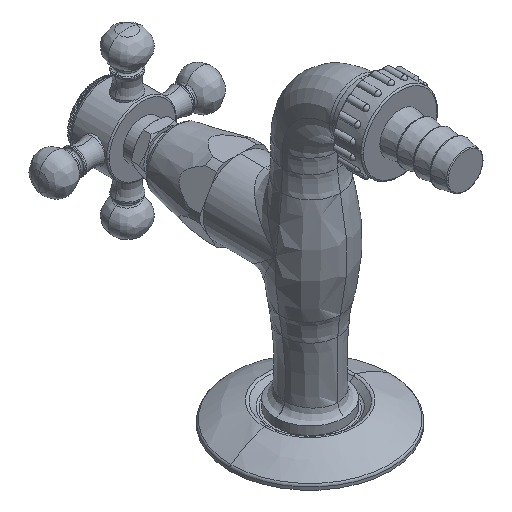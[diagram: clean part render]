
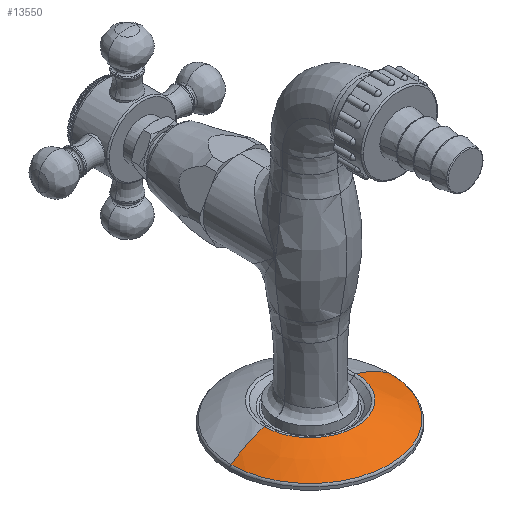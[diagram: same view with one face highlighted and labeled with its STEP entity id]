
A CAD part, isometric view. The second image highlights one B-rep face of the part: STEP entity #13550.
In plain terms, the highlighted free-form (B-spline) face has degree [3, 3] with [7, 4] control points.
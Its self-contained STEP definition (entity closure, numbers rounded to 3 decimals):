
#918=CARTESIAN_POINT('',(0.,0.,-51.163));
#919=DIRECTION('',(0.,0.,1.));
#920=DIRECTION('',(-1.,0.,0.));
#921=AXIS2_PLACEMENT_3D('',#918,#919,#920);
#923=CARTESIAN_POINT('',(5.343,0.,-89.554));
#924=DIRECTION('',(0.,-1.,0.));
#925=DIRECTION('',(0.581,0.,0.814));
#926=AXIS2_PLACEMENT_3D('',#923,#924,#925);
#928=CARTESIAN_POINT('',(0.,0.,-56.997));
#929=DIRECTION('',(0.,0.,1.));
#930=DIRECTION('',(-1.,0.,0.));
#931=AXIS2_PLACEMENT_3D('',#928,#929,#930);
#933=CARTESIAN_POINT('',(-5.343,0.,-89.554));
#934=DIRECTION('',(0.,1.,0.));
#935=DIRECTION('',(-0.581,0.,0.814));
#936=AXIS2_PLACEMENT_3D('',#933,#934,#935);
#10700=CARTESIAN_POINT('',(-28.581,0.,-56.997));
#10701=CARTESIAN_POINT('',(28.581,0.,-56.997));
#10702=VERTEX_POINT('',#10700);
#10703=VERTEX_POINT('',#10701);
#10720=CARTESIAN_POINT('',(16.572,0.,-51.163));
#10721=CARTESIAN_POINT('',(-16.572,0.,-51.163));
#10722=VERTEX_POINT('',#10720);
#10723=VERTEX_POINT('',#10721);
#13514=CARTESIAN_POINT('',(16.282,1.024,
-51.088));
#13515=CARTESIAN_POINT('',(20.768,1.307,
-52.37));
#13516=CARTESIAN_POINT('',(24.964,1.571,
-54.413));
#13517=CARTESIAN_POINT('',(28.742,1.808,
-57.153));
#13518=CARTESIAN_POINT('',(16.913,-8.996,
-51.088));
#13519=CARTESIAN_POINT('',(21.572,-11.474,
-52.37));
#13520=CARTESIAN_POINT('',(25.93,-13.792,
-54.413));
#13521=CARTESIAN_POINT('',(29.855,-15.879,
-57.153));
#13522=CARTESIAN_POINT('',(10.04,-16.315,
-51.088));
#13523=CARTESIAN_POINT('',(12.806,-20.809,
-52.37));
#13524=CARTESIAN_POINT('',(15.393,-25.013,
-54.413));
#13525=CARTESIAN_POINT('',(17.723,-28.799,
-57.153));
#13526=CARTESIAN_POINT('',(0.,-16.315,-51.088));
#13527=CARTESIAN_POINT('',(0.,-20.809,
-52.37));
#13528=CARTESIAN_POINT('',(0.,-25.013,-54.413));
#13529=CARTESIAN_POINT('',(0.,-28.799,
-57.153));
#13530=CARTESIAN_POINT('',(-10.04,-16.315,
-51.088));
#13531=CARTESIAN_POINT('',(-12.806,-20.809,
-52.37));
#13532=CARTESIAN_POINT('',(-15.393,-25.013,
-54.413));
#13533=CARTESIAN_POINT('',(-17.723,-28.799,
-57.153));
#13534=CARTESIAN_POINT('',(-16.913,-8.996,
-51.088));
#13535=CARTESIAN_POINT('',(-21.572,-11.474,
-52.37));
#13536=CARTESIAN_POINT('',(-25.93,-13.792,
-54.413));
#13537=CARTESIAN_POINT('',(-29.855,-15.879,
-57.153));
#13538=CARTESIAN_POINT('',(-16.282,1.024,
-51.088));
#13539=CARTESIAN_POINT('',(-20.768,1.307,
-52.37));
#13540=CARTESIAN_POINT('',(-24.964,1.571,
-54.413));
#13541=CARTESIAN_POINT('',(-28.742,1.808,
-57.153));
#13542=(BOUNDED_SURFACE()B_SPLINE_SURFACE(3,3,((#13514,#13515,#13516,#13517),(
#13518,#13519,#13520,#13521),(#13522,#13523,#13524,#13525),(#13526,#13527,
#13528,#13529),(#13530,#13531,#13532,#13533),(#13534,#13535,#13536,#13537),(
#13538,#13539,#13540,#13541)),.UNSPECIFIED.,.F.,.F.,.F.)B_SPLINE_SURFACE_WITH_KNOTS((4,3,4),(4,4),(0.,1.,2.),(0.,1.),.UNSPECIFIED.)GEOMETRIC_REPRESENTATION_ITEM()RATIONAL_B_SPLINE_SURFACE(((1.196,1.184,
1.184,1.196),(0.945,0.935,
0.935,0.945),(0.945,0.935,
0.935,0.945),(1.196,1.184,
1.184,1.196),(0.945,0.935,
0.935,0.945),(0.945,0.935,
0.935,0.945),(1.196,1.184,
1.184,1.196)))REPRESENTATION_ITEM('')SURFACE());
#13543=ORIENTED_EDGE('',*,*,#13414,.T.);
#13544=ORIENTED_EDGE('',*,*,#13502,.F.);
#13546=ORIENTED_EDGE('',*,*,#13545,.F.);
#13547=ORIENTED_EDGE('',*,*,#13498,.T.);
#13548=EDGE_LOOP('',(#13543,#13544,#13546,#13547));
#13549=FACE_OUTER_BOUND('',#13548,.F.);
#13550=ADVANCED_FACE('',(#13549),#13542,.T.);
#922=CIRCLE('',#921,16.572);
#927=CIRCLE('',#926,40.);
#932=CIRCLE('',#931,28.581);
#937=CIRCLE('',#936,40.);
#13414=EDGE_CURVE('',#10723,#10722,#922,.T.);
#13498=EDGE_CURVE('',#10702,#10723,#937,.T.);
#13502=EDGE_CURVE('',#10703,#10722,#927,.T.);
#13545=EDGE_CURVE('',#10702,#10703,#932,.T.);
